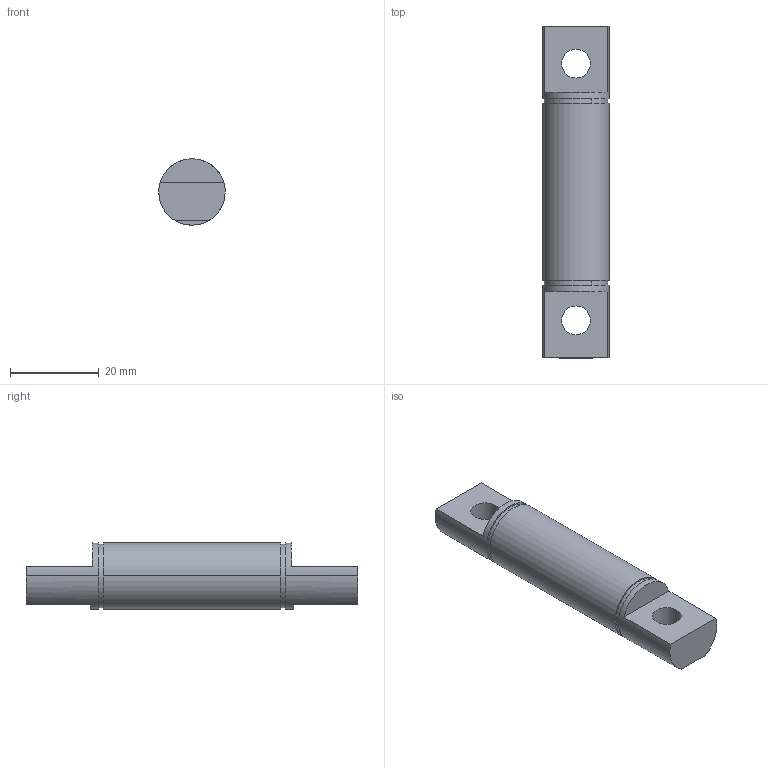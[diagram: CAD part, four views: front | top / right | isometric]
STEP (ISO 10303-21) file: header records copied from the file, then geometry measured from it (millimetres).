
FILE_DESCRIPTION(('CATIA V5 STEP Exchange'),'2;1');
FILE_NAME('VSOTR1100-Z033 - Fe - 40 Pcs.stp','2022-10-29T10:07:33+00:00',('none'),('none'),'CATIA Version 5 Release 21 GA (IN-10)','CATIA V5 STEP AP214','none');
FILE_SCHEMA(('AUTOMOTIVE_DESIGN { 1 0 10303 214 1 1 1 1 }'));
Length unit declared in the file: millimetre
Products named in the file (1): VSOTR1100-Z033
Bounding box: 15 x 75 x 15 mm (x, y, z)
Volume: 10782.5 mm3; surface area: 4008.5 mm2
Topology: 1 solids, 1 shells, 28 faces, 76 edges, 55 vertices
Faces by surface type: plane 14, cylinder 14
Entity records: 864 total; most frequent: ORIENTED_EDGE 152, CARTESIAN_POINT 149, DIRECTION 110, EDGE_CURVE 76, AXIS2_PLACEMENT_3D 64, VERTEX_POINT 54, CIRCLE 46, EDGE_LOOP 36
